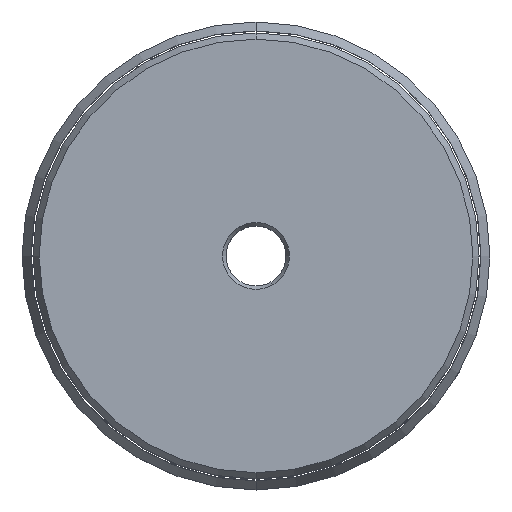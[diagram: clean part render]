
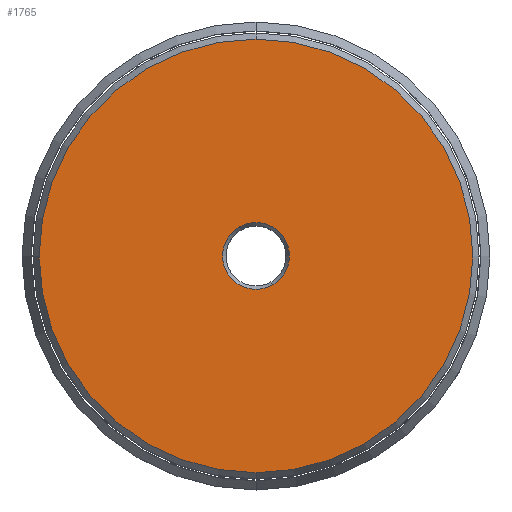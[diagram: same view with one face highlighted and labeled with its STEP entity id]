
A CAD part, top view. The second image highlights one B-rep face of the part: STEP entity #1765.
In plain terms, the highlighted planar face has unit normal (0, 0, 1).
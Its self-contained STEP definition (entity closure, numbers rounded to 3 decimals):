
#712=CARTESIAN_POINT('',(0.,0.,16.5));
#713=DIRECTION('',(0.,0.,-1.));
#714=DIRECTION('',(0.,1.,0.));
#715=AXIS2_PLACEMENT_3D('',#712,#713,#714);
#720=CARTESIAN_POINT('',(0.,0.,16.5));
#721=DIRECTION('',(0.,0.,1.));
#722=DIRECTION('',(0.,1.,0.));
#723=AXIS2_PLACEMENT_3D('',#720,#721,#722);
#728=CARTESIAN_POINT('',(0.,0.,16.5));
#729=DIRECTION('',(0.,0.,1.));
#730=DIRECTION('',(-0.5,0.866,0.));
#731=AXIS2_PLACEMENT_3D('',#728,#729,#730);
#736=CARTESIAN_POINT('',(0.,0.,16.5));
#737=DIRECTION('',(0.,0.,1.));
#738=DIRECTION('',(0.5,-0.866,0.));
#739=AXIS2_PLACEMENT_3D('',#736,#737,#738);
#1205=CARTESIAN_POINT('',(-1.394,2.415,16.5));
#1206=VERTEX_POINT('',#1205);
#1209=CARTESIAN_POINT('',(1.394,-2.415,16.5));
#1210=VERTEX_POINT('',#1209);
#1267=CARTESIAN_POINT('',(0.,18.08,16.5));
#1269=VERTEX_POINT('',#1267);
#1271=CARTESIAN_POINT('',(0.,-18.08,16.5));
#1273=VERTEX_POINT('',#1271);
#1750=CARTESIAN_POINT('',(0.,0.,16.5));
#1751=DIRECTION('',(0.,0.,1.));
#1752=DIRECTION('',(0.,-1.,0.));
#1753=AXIS2_PLACEMENT_3D('',#1750,#1751,#1752);
#1754=PLANE('',#1753);
#1755=ORIENTED_EDGE('',*,*,#1732,.T.);
#1756=ORIENTED_EDGE('',*,*,#1743,.F.);
#1757=EDGE_LOOP('',(#1755,#1756));
#1758=FACE_OUTER_BOUND('',#1757,.F.);
#1760=ORIENTED_EDGE('',*,*,#1759,.T.);
#1762=ORIENTED_EDGE('',*,*,#1761,.T.);
#1763=EDGE_LOOP('',(#1760,#1762));
#1764=FACE_BOUND('',#1763,.F.);
#716=CIRCLE('',#715,18.08);
#724=CIRCLE('',#723,18.08);
#732=CIRCLE('',#731,2.789);
#740=CIRCLE('',#739,2.789);
#1732=EDGE_CURVE('',#1269,#1273,#716,.T.);
#1743=EDGE_CURVE('',#1269,#1273,#724,.T.);
#1759=EDGE_CURVE('',#1206,#1210,#732,.T.);
#1761=EDGE_CURVE('',#1210,#1206,#740,.T.);
#1765=ADVANCED_FACE('',(#1758,#1764),#1754,.T.);
